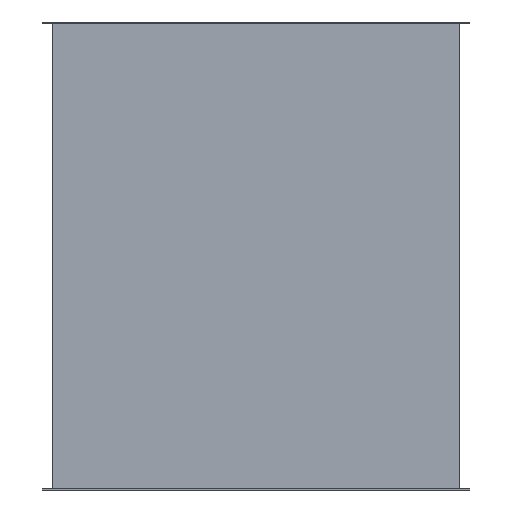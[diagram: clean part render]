
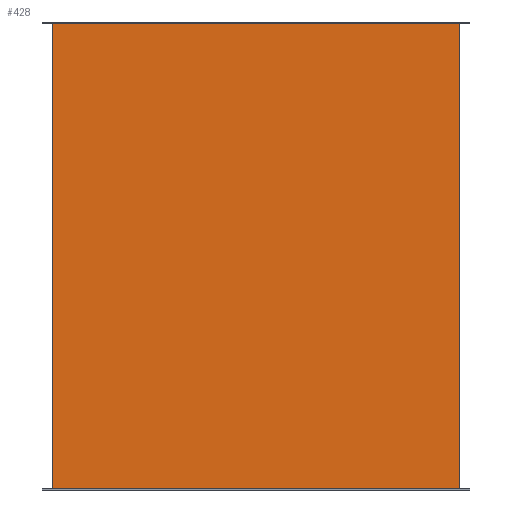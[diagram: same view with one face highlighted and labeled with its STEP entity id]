
A CAD part, left-side view. The second image highlights one B-rep face of the part: STEP entity #428.
In plain terms, the highlighted planar face has unit normal (-1, 0, 0).
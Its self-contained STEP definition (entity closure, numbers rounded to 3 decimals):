
#428 = ADVANCED_FACE ( 'NONE', ( #1621 ), #1687, .T. ) ;
#429 = EDGE_LOOP ( 'NONE', ( #483, #487, #490, #493 ) ) ;
#483 = ORIENTED_EDGE ( 'NONE', *, *, #484, .F. ) ;
#484 = EDGE_CURVE ( 'NONE', #485, #486, #1773, .T. ) ;
#485 = VERTEX_POINT ( 'NONE', #1769 ) ;
#486 = VERTEX_POINT ( 'NONE', #1768 ) ;
#487 = ORIENTED_EDGE ( 'NONE', *, *, #488, .T. ) ;
#488 = EDGE_CURVE ( 'NONE', #485, #489, #1767, .T. ) ;
#489 = VERTEX_POINT ( 'NONE', #1763 ) ;
#490 = ORIENTED_EDGE ( 'NONE', *, *, #491, .T. ) ;
#491 = EDGE_CURVE ( 'NONE', #489, #492, #1762, .T. ) ;
#492 = VERTEX_POINT ( 'NONE', #1758 ) ;
#493 = ORIENTED_EDGE ( 'NONE', *, *, #494, .T. ) ;
#494 = EDGE_CURVE ( 'NONE', #492, #486, #1757, .T. ) ;
#1621 = FACE_OUTER_BOUND ( 'NONE', #429, .T. ) ;
#1682 = DIRECTION ( 'NONE',  ( 0., -1., 0. ) ) ;
#1683 = DIRECTION ( 'NONE',  ( -1., 0., 0. ) ) ;
#1684 = AXIS2_PLACEMENT_3D ( 'NONE', #1686, #1683, #1682 ) ;
#1686 = CARTESIAN_POINT ( 'NONE',  ( -370., 151., -508.6 ) ) ;
#1687 = PLANE ( 'NONE',  #1684 ) ;
#1754 = DIRECTION ( 'NONE',  ( 0., 0., 1. ) ) ;
#1755 = VECTOR ( 'NONE', #1754, 1000. ) ;
#1756 = CARTESIAN_POINT ( 'NONE',  ( -370., -161., -184. ) ) ;
#1757 = LINE ( 'NONE', #1756, #1755 ) ;
#1758 = CARTESIAN_POINT ( 'NONE',  ( -370., -161., -184. ) ) ;
#1759 = DIRECTION ( 'NONE',  ( 0., -1., 0. ) ) ;
#1760 = VECTOR ( 'NONE', #1759, 1000. ) ;
#1761 = CARTESIAN_POINT ( 'NONE',  ( -370., 151., -184. ) ) ;
#1762 = LINE ( 'NONE', #1761, #1760 ) ;
#1763 = CARTESIAN_POINT ( 'NONE',  ( -370., 161., -184. ) ) ;
#1764 = DIRECTION ( 'NONE',  ( 0., 0., -1. ) ) ;
#1765 = VECTOR ( 'NONE', #1764, 1000. ) ;
#1766 = CARTESIAN_POINT ( 'NONE',  ( -370., 161., -184. ) ) ;
#1767 = LINE ( 'NONE', #1766, #1765 ) ;
#1768 = CARTESIAN_POINT ( 'NONE',  ( -370., -161., 184. ) ) ;
#1769 = CARTESIAN_POINT ( 'NONE',  ( -370., 161., 184. ) ) ;
#1770 = DIRECTION ( 'NONE',  ( 0., -1., 0. ) ) ;
#1771 = VECTOR ( 'NONE', #1770, 1000. ) ;
#1772 = CARTESIAN_POINT ( 'NONE',  ( -370., 151., 184. ) ) ;
#1773 = LINE ( 'NONE', #1772, #1771 ) ;
